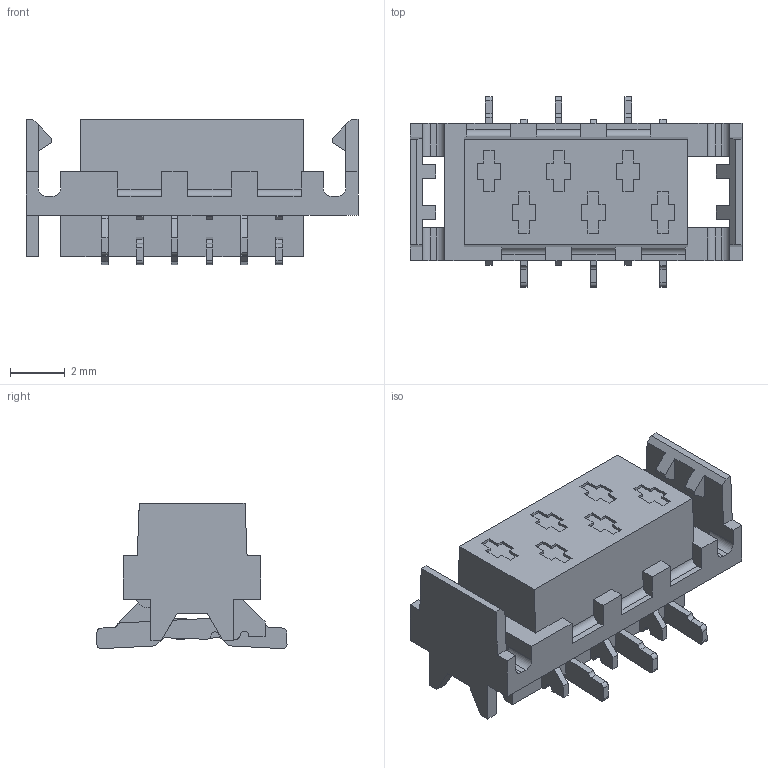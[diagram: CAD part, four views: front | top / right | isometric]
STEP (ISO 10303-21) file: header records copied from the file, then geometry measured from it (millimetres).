
FILE_DESCRIPTION((''),'2;1');
FILE_NAME('C-7-338069-6','2017-04-03T',('workeradm'),('Tyco Electronics Ltd.'),'CREO PARAMETRIC BY PTC INC, 2016050','CREO PARAMETRIC BY PTC INC, 2016050','');
FILE_SCHEMA(('AUTOMOTIVE_DESIGN { 1 0 10303 214 1 1 1 1 }'));
Length unit declared in the file: millimetre
Products named in the file (1): C-7-338069-6
Bounding box: 12.09 x 6.92 x 5.29 mm (x, y, z)
Volume: 179.4 mm3; surface area: 386.4 mm2
Topology: 1 solids, 1 shells, 398 faces, 1191 edges, 794 vertices
Faces by surface type: plane 321, cylinder 77
Entity records: 13477 total; most frequent: CARTESIAN_POINT 2385, ORIENTED_EDGE 2382, DIRECTION 2141, EDGE_CURVE 1191, VECTOR 1037, LINE 1037, VERTEX_POINT 794, AXIS2_PLACEMENT_3D 552
